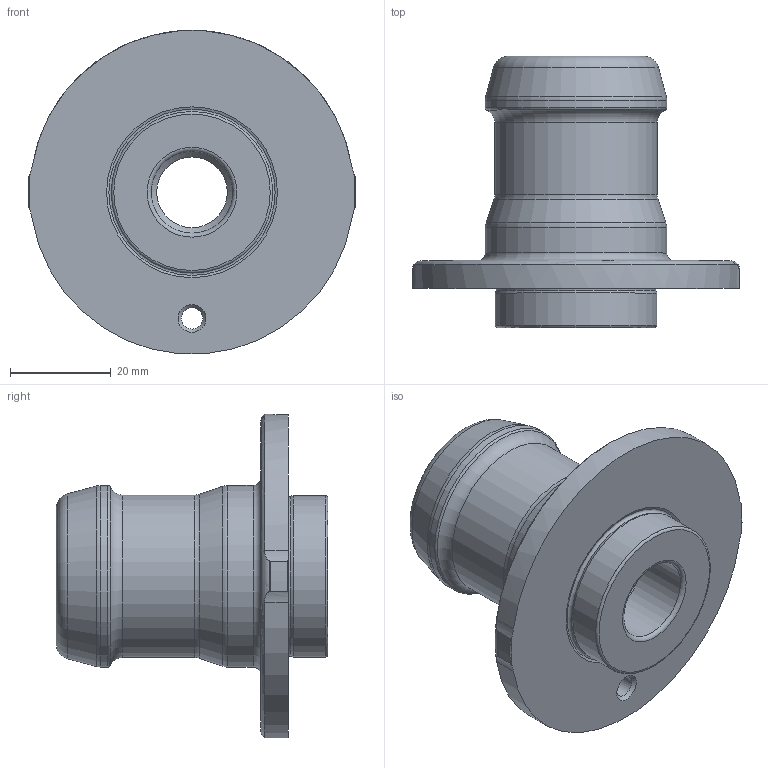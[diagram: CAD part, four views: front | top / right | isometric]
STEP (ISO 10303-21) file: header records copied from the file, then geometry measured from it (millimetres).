
FILE_DESCRIPTION (( 'STEP AP214' ), '1' );
FILE_NAME ('STARK_804 292_B.STEP', '2017-05-23T12:32:57', ( '' ), ( '' ), 'SwSTEP 2.0', 'SolidWorks 2015', '' );
FILE_SCHEMA (( 'AUTOMOTIVE_DESIGN' ));
Length unit declared in the file: millimetre
Products named in the file (1): STARK_804 292_B
Bounding box: 64.97 x 53.8 x 64.09 mm (x, y, z)
Volume: 49924.5 mm3; surface area: 14380.7 mm2
Topology: 1 solids, 1 shells, 49 faces, 107 edges, 62 vertices
Faces by surface type: cylinder 17, torus 16, cone 12, plane 4
Full cylindrical faces by diameter (mm): 4.2 x1, 14 x1, 16.2 x2, 24.6 x1, 32 x1, 32.2 x1, 36 x2
Entity records: 1303 total; most frequent: CARTESIAN_POINT 280, DIRECTION 214, ORIENTED_EDGE 146, AXIS2_PLACEMENT_3D 103, EDGE_LOOP 88, EDGE_CURVE 73, FACE_OUTER_BOUND 72, VERTEX_POINT 61
